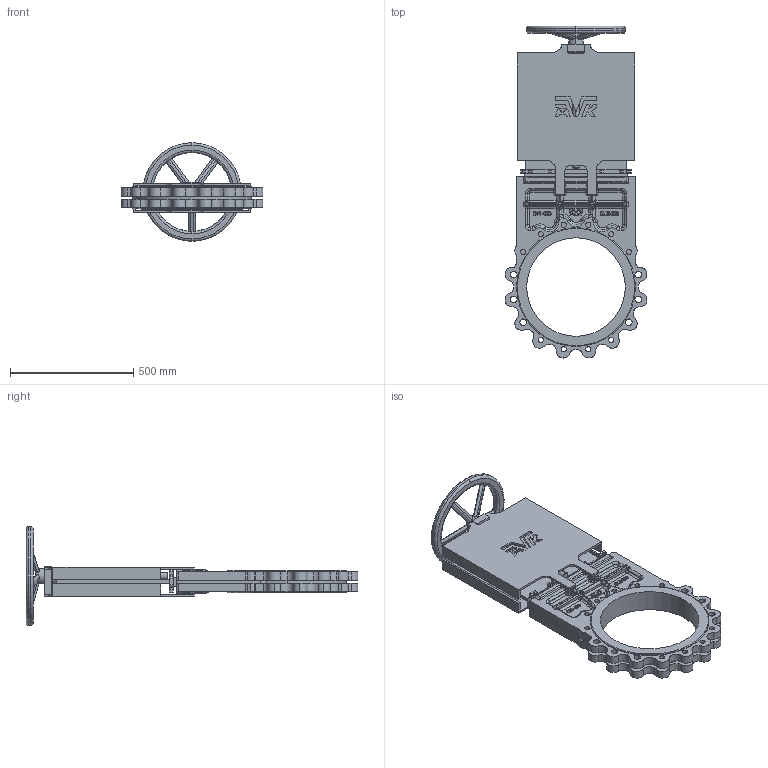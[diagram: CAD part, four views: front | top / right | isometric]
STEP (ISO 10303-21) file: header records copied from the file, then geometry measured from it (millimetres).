
FILE_DESCRIPTION (( 'STEP AP203' ), '1' );
FILE_NAME ('70240010034.STEP', '2017-04-05T08:28:09', ( '' ), ( '' ), 'SwSTEP 2.0', 'SolidWorks 2016', '' );
FILE_SCHEMA (( 'CONFIG_CONTROL_DESIGN' ));
Products named in the file (1): 70240010034
Bounding box: 575.82 x 1346.9 x 400 mm (x, y, z)
Volume: 25089134.5 mm3; surface area: 2724804.4 mm2
Topology: 1 solids, 1 shells, 1899 faces, 5097 edges, 3176 vertices
Faces by surface type: cylinder 777, plane 648, bspline 276, torus 160, sphere 36, cone 2
Entity records: 74783 total; most frequent: CARTESIAN_POINT 28460, ORIENTED_EDGE 10034, DIRECTION 9378, EDGE_CURVE 5017, AXIS2_PLACEMENT_3D 3399, VERTEX_POINT 3175, LINE 2580, VECTOR 2580
